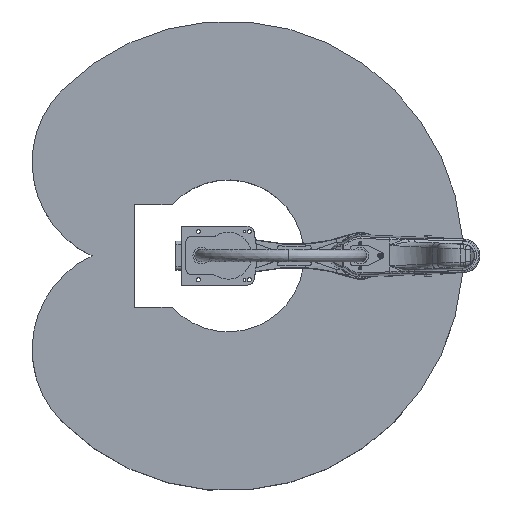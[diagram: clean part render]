
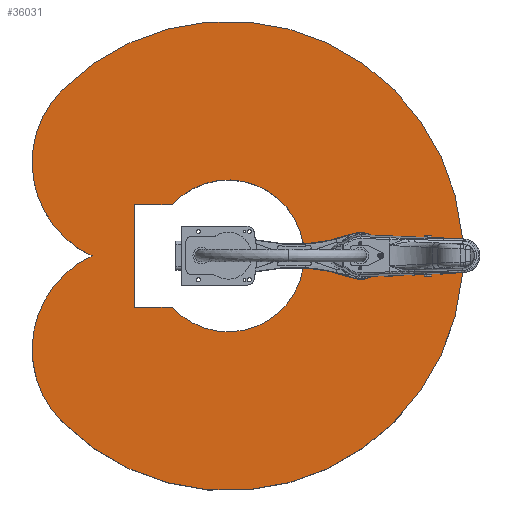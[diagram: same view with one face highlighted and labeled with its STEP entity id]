
A CAD part, top view. The second image highlights one B-rep face of the part: STEP entity #36031.
In plain terms, the highlighted planar face has unit normal (0, 0, 1).
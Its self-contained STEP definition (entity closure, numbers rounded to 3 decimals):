
#1177=FACE_BOUND('',#11492,.T.);
#3747=LINE('',#80826,#6129);
#3750=LINE('',#80832,#6132);
#3754=LINE('',#80839,#6136);
#6129=VECTOR('',#48776,10.);
#6132=VECTOR('',#48781,10.);
#6136=VECTOR('',#48787,10.);
#7029=PLANE('',#39708);
#9100=FACE_OUTER_BOUND('',#11491,.T.);
#11491=EDGE_LOOP('',(#31904,#31905,#31906));
#11492=EDGE_LOOP('',(#31907,#31908,#31909,#31910));
#13057=CIRCLE('',#39701,258.78);
#13058=CIRCLE('',#39703,350.);
#13059=CIRCLE('',#39705,350.);
#13060=CIRCLE('',#39707,800.);
#17025=VERTEX_POINT('',#80823);
#17026=VERTEX_POINT('',#80825);
#17028=VERTEX_POINT('',#80831);
#17030=VERTEX_POINT('',#80837);
#17034=VERTEX_POINT('',#80851);
#17035=VERTEX_POINT('',#80853);
#17036=VERTEX_POINT('',#80857);
#21976=EDGE_CURVE('',#17026,#17025,#3747,.T.);
#21979=EDGE_CURVE('',#17028,#17026,#3750,.T.);
#21983=EDGE_CURVE('',#17025,#17030,#3754,.T.);
#21988=EDGE_CURVE('',#17030,#17028,#13057,.T.);
#21990=EDGE_CURVE('',#17035,#17034,#13058,.T.);
#21992=EDGE_CURVE('',#17036,#17035,#13059,.T.);
#21994=EDGE_CURVE('',#17034,#17036,#13060,.T.);
#31904=ORIENTED_EDGE('',*,*,#21990,.T.);
#31905=ORIENTED_EDGE('',*,*,#21994,.T.);
#31906=ORIENTED_EDGE('',*,*,#21992,.T.);
#31907=ORIENTED_EDGE('',*,*,#21983,.T.);
#31908=ORIENTED_EDGE('',*,*,#21988,.T.);
#31909=ORIENTED_EDGE('',*,*,#21979,.T.);
#31910=ORIENTED_EDGE('',*,*,#21976,.T.);
#36031=ADVANCED_FACE('',(#9100,#1177),#7029,.T.);
#39701=AXIS2_PLACEMENT_3D('',#80849,#48800,#48801);
#39703=AXIS2_PLACEMENT_3D('',#80854,#48805,#48806);
#39705=AXIS2_PLACEMENT_3D('',#80858,#48810,#48811);
#39707=AXIS2_PLACEMENT_3D('',#80861,#48815,#48816);
#39708=AXIS2_PLACEMENT_3D('',#80862,#48817,#48818);
#48776=DIRECTION('',(0.,1.,0.));
#48781=DIRECTION('',(-1.,0.,0.));
#48787=DIRECTION('',(1.,0.,0.));
#48800=DIRECTION('center_axis',(0.,0.,-1.));
#48801=DIRECTION('ref_axis',(-1.,0.,0.));
#48805=DIRECTION('center_axis',(0.,0.,1.));
#48806=DIRECTION('ref_axis',(0.416,-0.909,0.));
#48810=DIRECTION('center_axis',(0.,0.,1.));
#48811=DIRECTION('ref_axis',(0.707,-0.707,0.));
#48815=DIRECTION('center_axis',(0.,0.,1.));
#48816=DIRECTION('ref_axis',(0.707,0.707,0.));
#48817=DIRECTION('center_axis',(0.,0.,1.));
#48818=DIRECTION('ref_axis',(1.,0.,0.));
#80823=CARTESIAN_POINT('',(-320.,175.,400.));
#80825=CARTESIAN_POINT('',(-320.,-175.,400.));
#80826=CARTESIAN_POINT('',(-320.,-87.5,400.));
#80831=CARTESIAN_POINT('',(-190.636,-175.,400.));
#80832=CARTESIAN_POINT('',(45.314,-175.,400.));
#80837=CARTESIAN_POINT('',(-190.636,175.,400.));
#80839=CARTESIAN_POINT('',(-152.186,175.,400.));
#80849=CARTESIAN_POINT('Origin',(0.,0.,400.));
#80851=CARTESIAN_POINT('',(-565.685,-565.685,400.));
#80853=CARTESIAN_POINT('',(-463.972,0.,400.));
#80854=CARTESIAN_POINT('Origin',(-318.198,-318.198,400.));
#80857=CARTESIAN_POINT('',(-565.685,565.685,400.));
#80858=CARTESIAN_POINT('Origin',(-318.198,318.198,400.));
#80861=CARTESIAN_POINT('Origin',(0.,0.,400.));
#80862=CARTESIAN_POINT('Origin',(15.627,0.,
400.));
